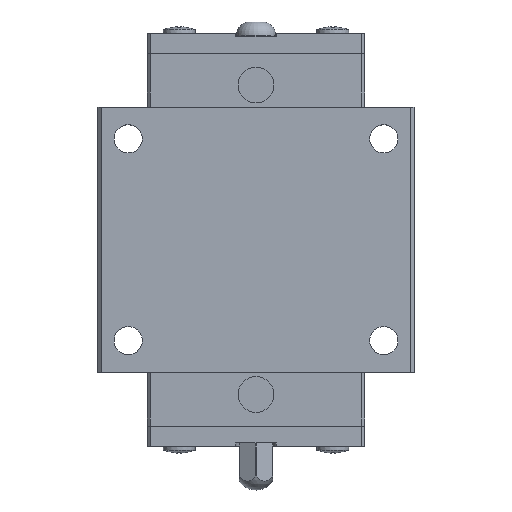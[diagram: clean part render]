
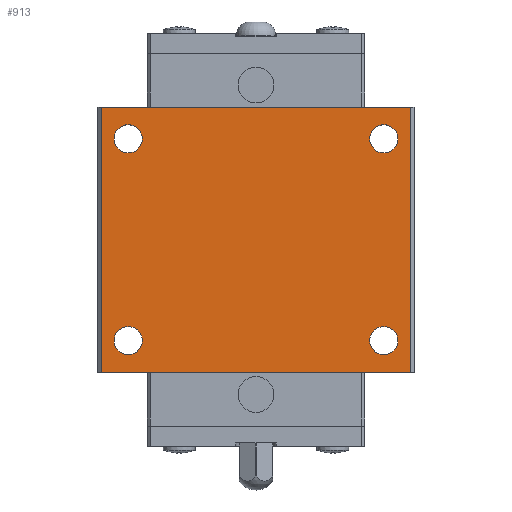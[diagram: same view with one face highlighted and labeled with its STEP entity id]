
A CAD part, top view. The second image highlights one B-rep face of the part: STEP entity #913.
In plain terms, the highlighted planar face has unit normal (0, 0, 1).
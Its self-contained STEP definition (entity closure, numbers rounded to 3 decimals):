
#913=ADVANCED_FACE('',(#1869,#1870,#1871,#1872,#1873),#1874,.T.);
#1869=FACE_BOUND('',#2859,.T.);
#1870=FACE_BOUND('',#2860,.T.);
#1871=FACE_OUTER_BOUND('',#2861,.T.);
#1872=FACE_BOUND('',#2862,.T.);
#1873=FACE_BOUND('',#2863,.T.);
#1874=PLANE('',#2864);
#2859=EDGE_LOOP('',(#5679,#5680));
#2860=EDGE_LOOP('',(#5681,#5682));
#2861=EDGE_LOOP('',(#5683,#5684,#5685,#5686));
#2862=EDGE_LOOP('',(#5687,#5688));
#2863=EDGE_LOOP('',(#5689,#5690));
#2864=AXIS2_PLACEMENT_3D('',#5691,#5692,#5693);
#5679=ORIENTED_EDGE('',*,*,#5938,.T.);
#5680=ORIENTED_EDGE('',*,*,#7003,.T.);
#5681=ORIENTED_EDGE('',*,*,#5932,.T.);
#5682=ORIENTED_EDGE('',*,*,#7005,.T.);
#5683=ORIENTED_EDGE('',*,*,#6880,.T.);
#5684=ORIENTED_EDGE('',*,*,#7008,.T.);
#5685=ORIENTED_EDGE('',*,*,#6901,.T.);
#5686=ORIENTED_EDGE('',*,*,#7010,.F.);
#5687=ORIENTED_EDGE('',*,*,#5949,.T.);
#5688=ORIENTED_EDGE('',*,*,#6999,.T.);
#5689=ORIENTED_EDGE('',*,*,#5944,.T.);
#5690=ORIENTED_EDGE('',*,*,#7001,.T.);
#5691=CARTESIAN_POINT('',(0.0,50.401,24.0));
#5692=DIRECTION('',(0.0,0.0,1.0));
#5693=DIRECTION('',(-1.0,0.0,0.0));
#5932=EDGE_CURVE('',#7095,#7101,#7103,.T.);
#5938=EDGE_CURVE('',#7106,#7112,#7114,.T.);
#5944=EDGE_CURVE('',#7117,#7123,#7125,.T.);
#5949=EDGE_CURVE('',#7128,#7132,#7134,.T.);
#6880=EDGE_CURVE('',#8525,#8523,#8526,.T.);
#6901=EDGE_CURVE('',#8561,#8559,#8562,.T.);
#6999=EDGE_CURVE('',#7132,#7128,#8692,.T.);
#7001=EDGE_CURVE('',#7123,#7117,#8694,.T.);
#7003=EDGE_CURVE('',#7112,#7106,#8696,.T.);
#7005=EDGE_CURVE('',#7101,#7095,#8698,.T.);
#7008=EDGE_CURVE('',#8523,#8561,#8701,.T.);
#7010=EDGE_CURVE('',#8525,#8559,#8703,.T.);
#7095=VERTEX_POINT('',#8820);
#7101=VERTEX_POINT('',#8827);
#7103=CIRCLE('',#8830,2.1);
#7106=VERTEX_POINT('',#8833);
#7112=VERTEX_POINT('',#8840);
#7114=CIRCLE('',#8843,2.1);
#7117=VERTEX_POINT('',#8846);
#7123=VERTEX_POINT('',#8853);
#7125=CIRCLE('',#8856,2.1);
#7128=VERTEX_POINT('',#8859);
#7132=VERTEX_POINT('',#8864);
#7134=CIRCLE('',#8867,2.1);
#8523=VERTEX_POINT('',#11251);
#8525=VERTEX_POINT('',#11254);
#8526=LINE('',#11255,#11256);
#8559=VERTEX_POINT('',#11304);
#8561=VERTEX_POINT('',#11307);
#8562=LINE('',#11308,#11309);
#8692=CIRCLE('',#11493,2.1);
#8694=CIRCLE('',#11495,2.1);
#8696=CIRCLE('',#11497,2.1);
#8698=CIRCLE('',#11499,2.1);
#8701=LINE('',#11502,#11503);
#8703=LINE('',#11505,#11506);
#8820=CARTESIAN_POINT('',(-16.9,15.701,24.0));
#8827=CARTESIAN_POINT('',(-21.1,15.701,24.0));
#8830=AXIS2_PLACEMENT_3D('',#11649,#11650,#11651);
#8833=CARTESIAN_POINT('',(-16.9,45.701,24.0));
#8840=CARTESIAN_POINT('',(-21.1,45.701,24.0));
#8843=AXIS2_PLACEMENT_3D('',#11660,#11661,#11662);
#8846=CARTESIAN_POINT('',(21.1,15.701,24.0));
#8853=CARTESIAN_POINT('',(16.9,15.701,24.0));
#8856=AXIS2_PLACEMENT_3D('',#11671,#11672,#11673);
#8859=CARTESIAN_POINT('',(21.1,45.701,24.0));
#8864=CARTESIAN_POINT('',(16.9,45.701,24.0));
#8867=AXIS2_PLACEMENT_3D('',#11679,#11680,#11681);
#11251=CARTESIAN_POINT('',(-23.0,50.401,24.0));
#11254=CARTESIAN_POINT('',(23.0,50.401,24.0));
#11255=CARTESIAN_POINT('',(23.0,50.401,24.0));
#11256=VECTOR('',#12654,1.0);
#11304=CARTESIAN_POINT('',(23.0,11.001,24.0));
#11307=CARTESIAN_POINT('',(-23.0,11.001,24.0));
#11308=CARTESIAN_POINT('',(23.0,11.001,24.0));
#11309=VECTOR('',#12677,1.0);
#11493=AXIS2_PLACEMENT_3D('',#12774,#12775,#12776);
#11495=AXIS2_PLACEMENT_3D('',#12777,#12778,#12779);
#11497=AXIS2_PLACEMENT_3D('',#12780,#12781,#12782);
#11499=AXIS2_PLACEMENT_3D('',#12783,#12784,#12785);
#11502=CARTESIAN_POINT('',(-23.0,50.401,24.0));
#11503=VECTOR('',#12786,1.0);
#11505=CARTESIAN_POINT('',(23.0,50.401,24.0));
#11506=VECTOR('',#12787,1.0);
#11649=CARTESIAN_POINT('',(-19.0,15.701,24.0));
#11650=DIRECTION('',(0.0,0.0,-1.0));
#11651=DIRECTION('',(1.0,0.0,0.0));
#11660=CARTESIAN_POINT('',(-19.0,45.701,24.0));
#11661=DIRECTION('',(0.0,0.0,-1.0));
#11662=DIRECTION('',(1.0,0.0,0.0));
#11671=CARTESIAN_POINT('',(19.0,15.701,24.0));
#11672=DIRECTION('',(0.0,0.0,-1.0));
#11673=DIRECTION('',(1.0,0.0,0.0));
#11679=CARTESIAN_POINT('',(19.0,45.701,24.0));
#11680=DIRECTION('',(0.0,0.0,-1.0));
#11681=DIRECTION('',(1.0,0.0,0.0));
#12654=DIRECTION('',(-1.0,0.0,0.0));
#12677=DIRECTION('',(1.0,0.0,0.0));
#12774=CARTESIAN_POINT('',(19.0,45.701,24.0));
#12775=DIRECTION('',(0.0,0.0,-1.0));
#12776=DIRECTION('',(1.0,0.0,0.0));
#12777=CARTESIAN_POINT('',(19.0,15.701,24.0));
#12778=DIRECTION('',(0.0,0.0,-1.0));
#12779=DIRECTION('',(1.0,0.0,0.0));
#12780=CARTESIAN_POINT('',(-19.0,45.701,24.0));
#12781=DIRECTION('',(0.0,0.0,-1.0));
#12782=DIRECTION('',(1.0,0.0,0.0));
#12783=CARTESIAN_POINT('',(-19.0,15.701,24.0));
#12784=DIRECTION('',(0.0,0.0,-1.0));
#12785=DIRECTION('',(1.0,0.0,0.0));
#12786=DIRECTION('',(0.0,-1.0,0.0));
#12787=DIRECTION('',(0.0,-1.0,0.0));
